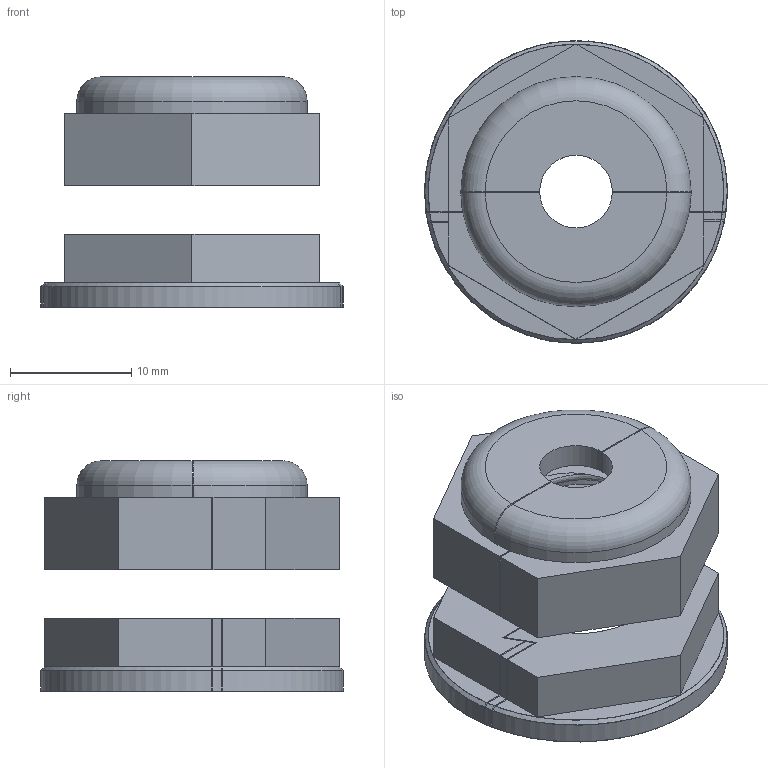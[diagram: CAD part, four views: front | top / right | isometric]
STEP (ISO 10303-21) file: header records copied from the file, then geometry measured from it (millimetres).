
FILE_DESCRIPTION(/* description */ (''),/* implementation_level */ '2;1');
FILE_NAME(/* name */ 'Gland Nuts.stp',/* time_stamp */ '2018-03-04T16:44:41+00:00',/* author */ (''),/* organization */ (''),/* preprocessor_version */ 'ST-DEVELOPER v15.2',/* originating_system */ 'Autodesk Translator Framework v2.0.0.5431',/* authorisation */ '');
FILE_SCHEMA (('AUTOMOTIVE_DESIGN { 1 0 10303 214 3 1 1 }'));
Length unit declared in the file: centimetre
Products named in the file (1): Gland Nuts
Bounding box: 24.99 x 25 x 19 mm (x, y, z)
Volume: 5994.2 mm3; surface area: 5265.7 mm2
Topology: 6 solids, 6 shells, 150 faces, 443 edges, 305 vertices
Faces by surface type: plane 84, bspline 44, cylinder 14, cone 6, torus 2
Entity records: 8933 total; most frequent: CARTESIAN_POINT 5339, ORIENTED_EDGE 886, DIRECTION 517, EDGE_CURVE 443, VERTEX_POINT 305, LINE 223, VECTOR 223, B_SPLINE_CURVE_WITH_KNOTS 172
